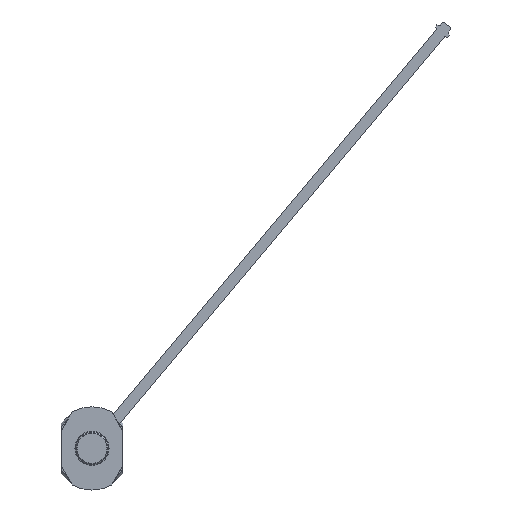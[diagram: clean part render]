
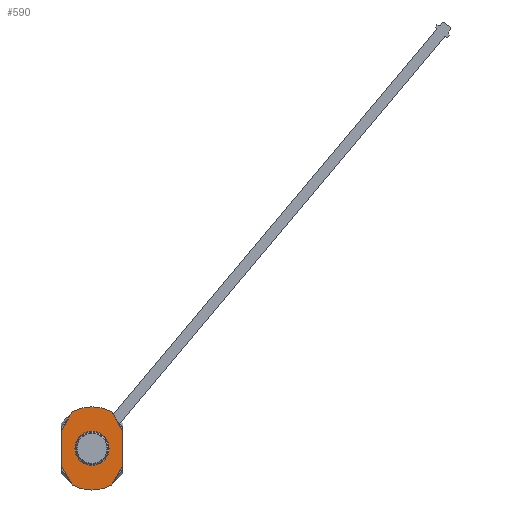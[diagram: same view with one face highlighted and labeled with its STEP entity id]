
A CAD part, front view. The second image highlights one B-rep face of the part: STEP entity #590.
In plain terms, the highlighted planar face has unit normal (0, -1, 0).
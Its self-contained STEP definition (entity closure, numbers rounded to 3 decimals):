
#44 = VERTEX_POINT ( 'NONE', #3548 ) ;
#84 = ORIENTED_EDGE ( 'NONE', *, *, #815, .F. ) ;
#116 = DIRECTION ( 'NONE',  ( 0.5, 0., -0.866 ) ) ;
#346 = ORIENTED_EDGE ( 'NONE', *, *, #1117, .T. ) ;
#351 = AXIS2_PLACEMENT_3D ( 'NONE', #5727, #2827, #3790 ) ;
#569 = AXIS2_PLACEMENT_3D ( 'NONE', #4414, #1102, #5849 ) ;
#584 = DIRECTION ( 'NONE',  ( -0.5, 0., -0.866 ) ) ;
#590 = ADVANCED_FACE ( 'NONE', ( #747, #4172 ), #2628, .T. ) ;
#669 = CIRCLE ( 'NONE', #569, 3.87 ) ;
#747 = FACE_OUTER_BOUND ( 'NONE', #966, .T. ) ;
#815 = EDGE_CURVE ( 'NONE', #5229, #3246, #2477, .T. ) ;
#827 = CARTESIAN_POINT ( 'NONE',  ( 7., 0., 3.876 ) ) ;
#942 = AXIS2_PLACEMENT_3D ( 'NONE', #4752, #2862, #1382 ) ;
#944 = VERTEX_POINT ( 'NONE', #4020 ) ;
#958 = ORIENTED_EDGE ( 'NONE', *, *, #4010, .F. ) ;
#966 = EDGE_LOOP ( 'NONE', ( #4847, #5190, #958, #3093, #1415, #5753, #346, #84, #6097 ) ) ;
#1062 = VERTEX_POINT ( 'NONE', #4634 ) ;
#1083 = EDGE_CURVE ( 'NONE', #2708, #44, #5668, .T. ) ;
#1102 = DIRECTION ( 'NONE',  ( 0., -1., 0. ) ) ;
#1117 = EDGE_CURVE ( 'NONE', #1062, #3246, #4012, .T. ) ;
#1126 = EDGE_CURVE ( 'NONE', #2439, #5229, #2005, .T. ) ;
#1225 = CIRCLE ( 'NONE', #5770, 9.4 ) ;
#1382 = DIRECTION ( 'NONE',  ( 0., 0., -1. ) ) ;
#1415 = ORIENTED_EDGE ( 'NONE', *, *, #2049, .F. ) ;
#1602 = EDGE_CURVE ( 'NONE', #2516, #1943, #3130, .T. ) ;
#1685 = CARTESIAN_POINT ( 'NONE',  ( 0., 0., 0. ) ) ;
#1943 = VERTEX_POINT ( 'NONE', #5151 ) ;
#1979 = VECTOR ( 'NONE', #3448, 1000. ) ;
#2005 = LINE ( 'NONE', #2993, #3524 ) ;
#2011 = DIRECTION ( 'NONE',  ( 0.5, 0., 0.866 ) ) ;
#2049 = EDGE_CURVE ( 'NONE', #944, #5703, #2805, .T. ) ;
#2055 = CARTESIAN_POINT ( 'NONE',  ( -7., 0., -3.876 ) ) ;
#2128 = VECTOR ( 'NONE', #584, 1000. ) ;
#2309 = CARTESIAN_POINT ( 'NONE',  ( 0., 0., 0. ) ) ;
#2431 = AXIS2_PLACEMENT_3D ( 'NONE', #2309, #3740, #3276 ) ;
#2439 = VERTEX_POINT ( 'NONE', #827 ) ;
#2477 = LINE ( 'NONE', #3873, #2128 ) ;
#2506 = LINE ( 'NONE', #2617, #4813 ) ;
#2516 = VERTEX_POINT ( 'NONE', #3442 ) ;
#2564 = CARTESIAN_POINT ( 'NONE',  ( 0., 0., 3.87 ) ) ;
#2617 = CARTESIAN_POINT ( 'NONE',  ( 4.46, 0., 8.274 ) ) ;
#2628 = PLANE ( 'NONE',  #4879 ) ;
#2637 = DIRECTION ( 'NONE',  ( 0., 0., -1. ) ) ;
#2708 = VERTEX_POINT ( 'NONE', #2564 ) ;
#2805 = LINE ( 'NONE', #2872, #1979 ) ;
#2827 = DIRECTION ( 'NONE',  ( 0., -1., 0. ) ) ;
#2862 = DIRECTION ( 'NONE',  ( 0., -1., 0. ) ) ;
#2872 = CARTESIAN_POINT ( 'NONE',  ( -7., 0., -3.876 ) ) ;
#2993 = CARTESIAN_POINT ( 'NONE',  ( 7., 0., 0. ) ) ;
#3093 = ORIENTED_EDGE ( 'NONE', *, *, #3400, .F. ) ;
#3130 = CIRCLE ( 'NONE', #351, 9.4 ) ;
#3246 = VERTEX_POINT ( 'NONE', #4982 ) ;
#3276 = DIRECTION ( 'NONE',  ( 0., 0., -1. ) ) ;
#3327 = CARTESIAN_POINT ( 'NONE',  ( -7., 0., 0. ) ) ;
#3354 = EDGE_LOOP ( 'NONE', ( #4536, #5132 ) ) ;
#3400 = EDGE_CURVE ( 'NONE', #5703, #5280, #5723, .T. ) ;
#3442 = CARTESIAN_POINT ( 'NONE',  ( 4.46, 0., 8.274 ) ) ;
#3448 = DIRECTION ( 'NONE',  ( -0.5, 0., 0.866 ) ) ;
#3469 = DIRECTION ( 'NONE',  ( 0., -1., 0. ) ) ;
#3496 = CARTESIAN_POINT ( 'NONE',  ( 0., 0., 0. ) ) ;
#3524 = VECTOR ( 'NONE', #2637, 1000. ) ;
#3548 = CARTESIAN_POINT ( 'NONE',  ( 0., 0., -3.87 ) ) ;
#3565 = DIRECTION ( 'NONE',  ( 0., -1., 0. ) ) ;
#3616 = CARTESIAN_POINT ( 'NONE',  ( -4.46, 0., 8.274 ) ) ;
#3740 = DIRECTION ( 'NONE',  ( 0., -1., 0. ) ) ;
#3790 = DIRECTION ( 'NONE',  ( 0., 0., -1. ) ) ;
#3873 = CARTESIAN_POINT ( 'NONE',  ( 7., 0., -3.876 ) ) ;
#3967 = EDGE_CURVE ( 'NONE', #2516, #2439, #2506, .T. ) ;
#4010 = EDGE_CURVE ( 'NONE', #5280, #1943, #5915, .T. ) ;
#4012 = CIRCLE ( 'NONE', #2431, 9.4 ) ;
#4020 = CARTESIAN_POINT ( 'NONE',  ( -4.46, 0., -8.274 ) ) ;
#4172 = FACE_BOUND ( 'NONE', #3354, .T. ) ;
#4266 = EDGE_CURVE ( 'NONE', #44, #2708, #669, .T. ) ;
#4414 = CARTESIAN_POINT ( 'NONE',  ( 0., 0., 0. ) ) ;
#4488 = CARTESIAN_POINT ( 'NONE',  ( 7., 0., -3.876 ) ) ;
#4536 = ORIENTED_EDGE ( 'NONE', *, *, #4266, .F. ) ;
#4634 = CARTESIAN_POINT ( 'NONE',  ( 0., 0., -9.4 ) ) ;
#4694 = VECTOR ( 'NONE', #5196, 1000. ) ;
#4752 = CARTESIAN_POINT ( 'NONE',  ( 0., 0., 0. ) ) ;
#4813 = VECTOR ( 'NONE', #116, 1000. ) ;
#4847 = ORIENTED_EDGE ( 'NONE', *, *, #3967, .F. ) ;
#4879 = AXIS2_PLACEMENT_3D ( 'NONE', #1685, #3565, #5060 ) ;
#4982 = CARTESIAN_POINT ( 'NONE',  ( 4.46, 0., -8.274 ) ) ;
#5060 = DIRECTION ( 'NONE',  ( 0., 0., -1. ) ) ;
#5132 = ORIENTED_EDGE ( 'NONE', *, *, #1083, .F. ) ;
#5151 = CARTESIAN_POINT ( 'NONE',  ( -4.46, 0., 8.274 ) ) ;
#5190 = ORIENTED_EDGE ( 'NONE', *, *, #1602, .T. ) ;
#5196 = DIRECTION ( 'NONE',  ( 0., 0., 1. ) ) ;
#5229 = VERTEX_POINT ( 'NONE', #4488 ) ;
#5280 = VERTEX_POINT ( 'NONE', #6011 ) ;
#5364 = DIRECTION ( 'NONE',  ( 0., 0., -1. ) ) ;
#5668 = CIRCLE ( 'NONE', #942, 3.87 ) ;
#5689 = VECTOR ( 'NONE', #2011, 1000. ) ;
#5703 = VERTEX_POINT ( 'NONE', #2055 ) ;
#5723 = LINE ( 'NONE', #3327, #4694 ) ;
#5727 = CARTESIAN_POINT ( 'NONE',  ( 0., 0., 0. ) ) ;
#5753 = ORIENTED_EDGE ( 'NONE', *, *, #6073, .T. ) ;
#5770 = AXIS2_PLACEMENT_3D ( 'NONE', #3496, #3469, #5364 ) ;
#5849 = DIRECTION ( 'NONE',  ( 0., 0., -1. ) ) ;
#5915 = LINE ( 'NONE', #3616, #5689 ) ;
#6011 = CARTESIAN_POINT ( 'NONE',  ( -7., 0., 3.876 ) ) ;
#6073 = EDGE_CURVE ( 'NONE', #944, #1062, #1225, .T. ) ;
#6097 = ORIENTED_EDGE ( 'NONE', *, *, #1126, .F. ) ;
